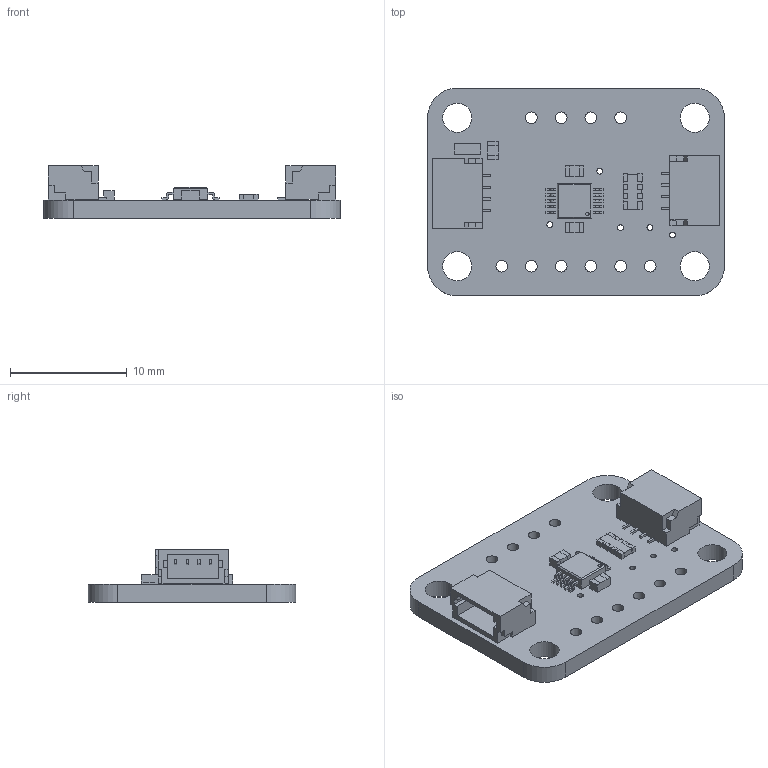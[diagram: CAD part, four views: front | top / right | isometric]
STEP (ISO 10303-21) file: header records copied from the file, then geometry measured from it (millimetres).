
FILE_DESCRIPTION(/* description */ (''),/* implementation_level */ '2;1');
FILE_NAME(/* name */ '4286 Adafruit DS3502 v3.step',/* time_stamp */ '2019-08-28T15:06:30-04:00',/* author */ (''),/* organization */ (''),/* preprocessor_version */ 'ST-DEVELOPER v18',/* originating_system */ 'Autodesk Translation Framework v8.6.0.1094',/* authorisation */ '');
FILE_SCHEMA (('AUTOMOTIVE_DESIGN { 1 0 10303 214 3 1 1 }'));
Length unit declared in the file: millimetre
Products named in the file (8): Adafruit DS3502; PCB Component; Board; 10K; DS3502; STEMMA_I2C_QT; 10K_1; GREEN
Assembly tree (10 placements, depth 3):
  Adafruit DS3502
    PCB Component
      Board
      10K  x3
      DS3502
      STEMMA_I2C_QT  x2
      10K_1
      GREEN
Bounding box: 25.4 x 17.78 x 4.53 mm (x, y, z)
Volume: 757 mm3; surface area: 1498.9 mm2
Topology: 9 solids, 9 shells, 467 faces, 1277 edges, 849 vertices
Faces by surface type: plane 395, cylinder 72
Full cylindrical faces by diameter (mm): 0.3 x1, 0.5 x13, 1 x10, 2.5 x4
Entity records: 11807 total; most frequent: CARTESIAN_POINT 1968, ORIENTED_EDGE 1922, DIRECTION 1842, EDGE_CURVE 961, LINE 816, VECTOR 816, VERTEX_POINT 639, AXIS2_PLACEMENT_3D 513
